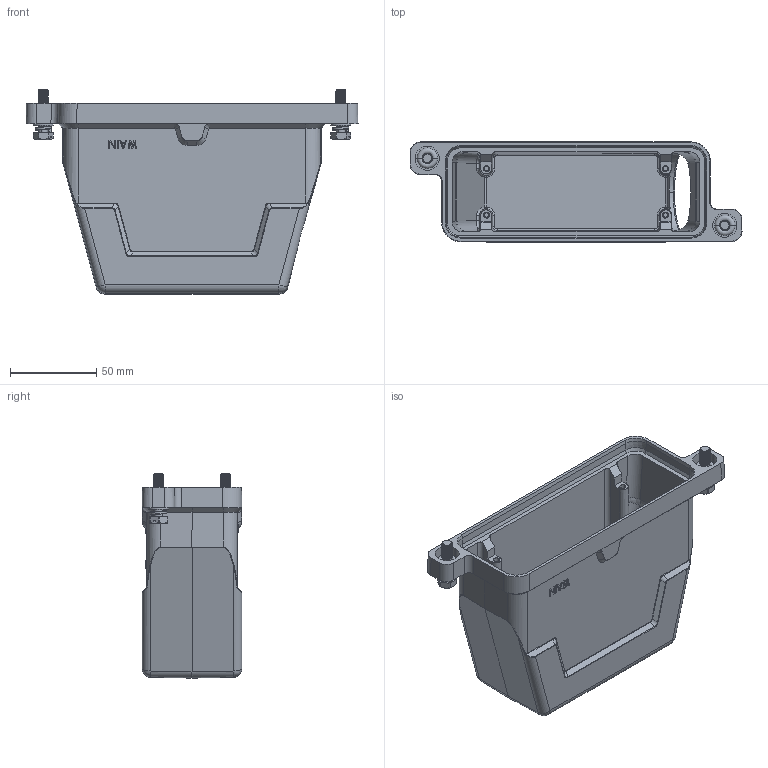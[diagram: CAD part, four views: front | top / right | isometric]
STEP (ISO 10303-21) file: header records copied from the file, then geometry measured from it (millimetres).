
FILE_DESCRIPTION((''),'2;1');
FILE_NAME('ASM0001_ASM','2024-03-21T',('13843'),(''),'PRO/ENGINEER BY PARAMETRIC TECHNOLOGY CORPORATION, 2012480','PRO/ENGINEER BY PARAMETRIC TECHNOLOGY CORPORATION, 2012480','');
FILE_SCHEMA(('CONFIG_CONTROL_DESIGN'));
Products named in the file (6): B_HP24B-H-BEH-2X; LM; DP; THD; 1; ASM0001_ASM
Assembly tree (9 placements, depth 2):
  ASM0001_ASM
    B_HP24B-H-BEH-2X
    LM  x2
    DP  x2
    THD  x2
    1  x2
Bounding box: 193 x 58 x 118.7 mm (x, y, z)
Volume: 221174.9 mm3; surface area: 98961.5 mm2
Topology: 9 solids, 9 shells, 1122 faces, 3083 edges, 1991 vertices
Faces by surface type: cylinder 683, plane 255, bspline 88, cone 60, torus 28, sphere 8
Entity records: 62481 total; most frequent: CARTESIAN_POINT 30657, ORIENTED_EDGE 5590, DIRECTION 3717, EDGE_CURVE 2795, PRESENTATION_STYLE_ASSIGNMENT 2791, STYLED_ITEM 2791, CURVE_STYLE 2787, VERTEX_POINT 1809
